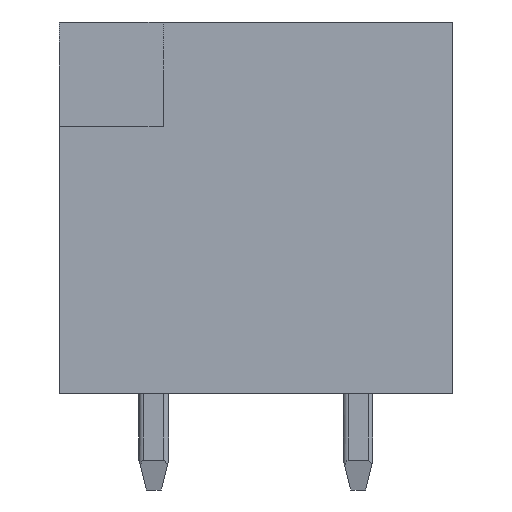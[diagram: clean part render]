
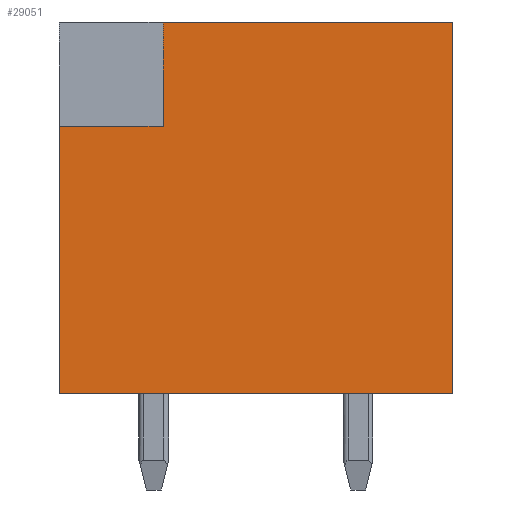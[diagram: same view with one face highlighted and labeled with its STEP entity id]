
A CAD part, left-side view. The second image highlights one B-rep face of the part: STEP entity #29051.
In plain terms, the highlighted planar face has unit normal (-1, 0, 0).
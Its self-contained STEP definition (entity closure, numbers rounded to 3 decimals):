
#9=DIRECTION('',(0.,1.,0.));
#10=VECTOR('',#9,10.6);
#11=CARTESIAN_POINT('',(-38.9,-5.3,-6.3));
#12=LINE('',#11,#10);
#1982=DIRECTION('',(0.,1.,0.));
#1983=VECTOR('',#1982,7.8);
#1984=CARTESIAN_POINT('',(-38.9,-5.3,3.7));
#1985=LINE('',#1984,#1983);
#11402=DIRECTION('',(0.,-1.,0.));
#11403=VECTOR('',#11402,2.8);
#11404=CARTESIAN_POINT('',(-38.9,5.3,0.9));
#11405=LINE('',#11404,#11403);
#11406=DIRECTION('',(0.,0.,-1.));
#11407=VECTOR('',#11406,2.8);
#11408=CARTESIAN_POINT('',(-38.9,2.5,3.7));
#11409=LINE('',#11408,#11407);
#11410=DIRECTION('',(0.,0.,-1.));
#11411=VECTOR('',#11410,10.);
#11412=CARTESIAN_POINT('',(-38.9,-5.3,3.7));
#11413=LINE('',#11412,#11411);
#11418=DIRECTION('',(0.,0.,-1.));
#11419=VECTOR('',#11418,7.2);
#11420=CARTESIAN_POINT('',(-38.9,5.3,0.9));
#11421=LINE('',#11420,#11419);
#14411=CARTESIAN_POINT('',(-38.9,-5.3,-6.3));
#14412=CARTESIAN_POINT('',(-38.9,5.3,-6.3));
#14413=VERTEX_POINT('',#14411);
#14414=VERTEX_POINT('',#14412);
#14415=CARTESIAN_POINT('',(-38.9,-5.3,3.7));
#14416=VERTEX_POINT('',#14415);
#14451=CARTESIAN_POINT('',(-38.9,2.5,0.9));
#14452=VERTEX_POINT('',#14451);
#14455=CARTESIAN_POINT('',(-38.9,5.3,0.9));
#14456=VERTEX_POINT('',#14455);
#14459=CARTESIAN_POINT('',(-38.9,2.5,3.7));
#14460=VERTEX_POINT('',#14459);
#29037=CARTESIAN_POINT('',(-38.9,-5.3,3.7));
#29038=DIRECTION('',(1.,0.,0.));
#29039=DIRECTION('',(0.,1.,0.));
#29040=AXIS2_PLACEMENT_3D('',#29037,#29038,#29039);
#29041=PLANE('',#29040);
#29042=ORIENTED_EDGE('',*,*,#29017,.T.);
#29043=ORIENTED_EDGE('',*,*,#29032,.F.);
#29044=ORIENTED_EDGE('',*,*,#16084,.F.);
#29045=ORIENTED_EDGE('',*,*,#14468,.T.);
#29046=ORIENTED_EDGE('',*,*,#14484,.T.);
#29048=ORIENTED_EDGE('',*,*,#29047,.F.);
#29049=EDGE_LOOP('',(#29042,#29043,#29044,#29045,#29046,#29048));
#29050=FACE_OUTER_BOUND('',#29049,.F.);
#29051=ADVANCED_FACE('',(#29050),#29041,.F.);
#14468=EDGE_CURVE('',#14416,#14413,#11413,.T.);
#14484=EDGE_CURVE('',#14413,#14414,#12,.T.);
#16084=EDGE_CURVE('',#14416,#14460,#1985,.T.);
#29017=EDGE_CURVE('',#14456,#14452,#11405,.T.);
#29032=EDGE_CURVE('',#14460,#14452,#11409,.T.);
#29047=EDGE_CURVE('',#14456,#14414,#11421,.T.);
